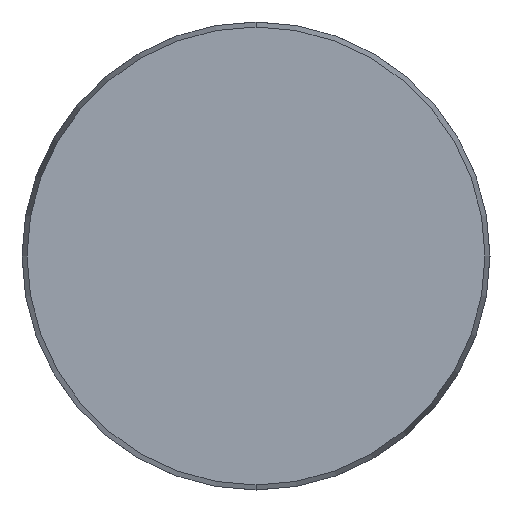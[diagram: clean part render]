
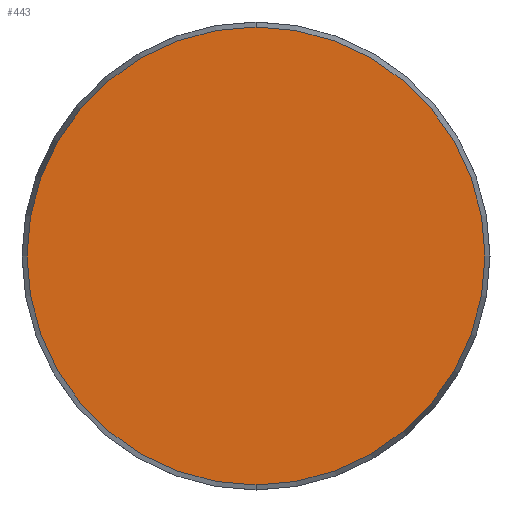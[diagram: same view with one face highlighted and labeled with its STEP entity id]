
A CAD part, front view. The second image highlights one B-rep face of the part: STEP entity #443.
In plain terms, the highlighted planar face has unit normal (0, -1, 0).
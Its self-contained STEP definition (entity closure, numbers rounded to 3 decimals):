
#69 = EDGE_LOOP ( 'NONE', ( #446, #853 ) ) ;
#113 = CARTESIAN_POINT ( 'NONE',  ( -39.143, 0., 0. ) ) ;
#144 = DIRECTION ( 'NONE',  ( 0., 0., -1. ) ) ;
#152 = AXIS2_PLACEMENT_3D ( 'NONE', #939, #454, #144 ) ;
#202 = FACE_OUTER_BOUND ( 'NONE', #69, .T. ) ;
#351 = EDGE_CURVE ( 'NONE', #648, #472, #669, .T. ) ;
#358 = CARTESIAN_POINT ( 'NONE',  ( 0., 0., 39.143 ) ) ;
#397 = CARTESIAN_POINT ( 'NONE',  ( 0., 0., -39.143 ) ) ;
#418 = AXIS2_PLACEMENT_3D ( 'NONE', #113, #431, #674 ) ;
#431 = DIRECTION ( 'NONE',  ( 0., 1., 0. ) ) ;
#443 = ADVANCED_FACE ( 'NONE', ( #202 ), #511, .F. ) ;
#446 = ORIENTED_EDGE ( 'NONE', *, *, #999, .T. ) ;
#454 = DIRECTION ( 'NONE',  ( 0., -1., 0. ) ) ;
#471 = DIRECTION ( 'NONE',  ( 0., 0., -1. ) ) ;
#472 = VERTEX_POINT ( 'NONE', #358 ) ;
#506 = CIRCLE ( 'NONE', #525, 39.143 ) ;
#511 = PLANE ( 'NONE',  #418 ) ;
#525 = AXIS2_PLACEMENT_3D ( 'NONE', #564, #948, #471 ) ;
#564 = CARTESIAN_POINT ( 'NONE',  ( 0., 0., 0. ) ) ;
#648 = VERTEX_POINT ( 'NONE', #397 ) ;
#669 = CIRCLE ( 'NONE', #152, 39.143 ) ;
#674 = DIRECTION ( 'NONE',  ( 0., 0., 1. ) ) ;
#853 = ORIENTED_EDGE ( 'NONE', *, *, #351, .T. ) ;
#939 = CARTESIAN_POINT ( 'NONE',  ( 0., 0., 0. ) ) ;
#948 = DIRECTION ( 'NONE',  ( 0., -1., 0. ) ) ;
#999 = EDGE_CURVE ( 'NONE', #472, #648, #506, .T. ) ;
